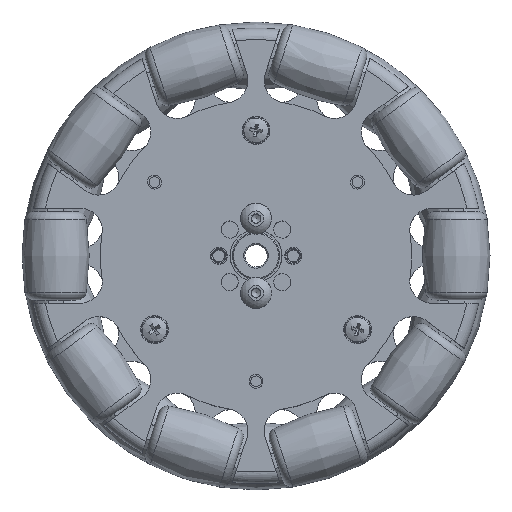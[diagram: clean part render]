
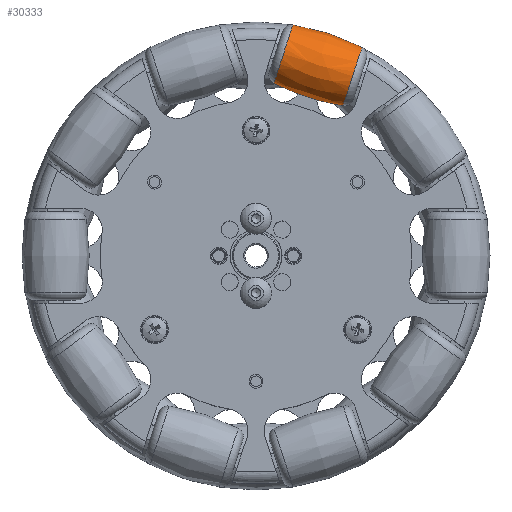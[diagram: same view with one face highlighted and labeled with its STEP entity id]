
A CAD part, top view. The second image highlights one B-rep face of the part: STEP entity #30333.
In plain terms, the highlighted free-form (B-spline) face has degree [2, 2] with [3, 9] control points.
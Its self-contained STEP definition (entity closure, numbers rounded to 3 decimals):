
#26=(
BOUNDED_CURVE()
B_SPLINE_CURVE(2,(#49305,#49306,#49307),.UNSPECIFIED.,.F.,.F.)
B_SPLINE_CURVE_WITH_KNOTS((3,3),(-0.16,0.16),
 .UNSPECIFIED.)
CURVE()
GEOMETRIC_REPRESENTATION_ITEM()
RATIONAL_B_SPLINE_CURVE((1.,0.987,1.))
REPRESENTATION_ITEM('')
);
#46=(
BOUNDED_SURFACE()
B_SPLINE_SURFACE(2,2,((#49275,#49276,#49277,#49278,#49279,#49280,#49281,
#49282,#49283),(#49284,#49285,#49286,#49287,#49288,#49289,#49290,#49291,
#49292),(#49293,#49294,#49295,#49296,#49297,#49298,#49299,#49300,#49301)),
 .UNSPECIFIED.,.F.,.T.,.F.)
B_SPLINE_SURFACE_WITH_KNOTS((3,3),(3,2,2,2,3),(-0.16,0.16),
(-3.142,-1.571,0.,1.571,3.142),
 .UNSPECIFIED.)
GEOMETRIC_REPRESENTATION_ITEM()
RATIONAL_B_SPLINE_SURFACE(((1.,0.707,1.,0.707,1.,
0.707,1.,0.707,1.),(0.987,0.698,
0.987,0.698,0.987,0.698,
0.987,0.698,0.987),(1.,0.707,
1.,0.707,1.,0.707,1.,0.707,1.)))
REPRESENTATION_ITEM('')
SURFACE()
);
#8674=FACE_OUTER_BOUND('',#10543,.T.);
#10543=EDGE_LOOP('',(#24952,#24953,#24954,#24955));
#12024=CIRCLE('',#32880,6.601);
#12025=CIRCLE('',#32881,6.601);
#14365=VERTEX_POINT('',#49302);
#14366=VERTEX_POINT('',#49304);
#18050=EDGE_CURVE('',#14365,#14365,#12024,.T.);
#18051=EDGE_CURVE('',#14365,#14366,#26,.T.);
#18052=EDGE_CURVE('',#14366,#14366,#12025,.T.);
#24952=ORIENTED_EDGE('',*,*,#18050,.T.);
#24953=ORIENTED_EDGE('',*,*,#18051,.T.);
#24954=ORIENTED_EDGE('',*,*,#18052,.T.);
#24955=ORIENTED_EDGE('',*,*,#18051,.F.);
#30333=ADVANCED_FACE('',(#8674),#46,.F.);
#32880=AXIS2_PLACEMENT_3D('',#49303,#39878,#39879);
#32881=AXIS2_PLACEMENT_3D('',#49308,#39880,#39881);
#39878=DIRECTION('center_axis',(0.952,-0.307,0.));
#39879=DIRECTION('ref_axis',(-0.307,-0.952,0.));
#39880=DIRECTION('center_axis',(-0.952,0.307,0.));
#39881=DIRECTION('ref_axis',(0.307,0.952,0.));
#49275=CARTESIAN_POINT('Ctrl Pts',(26.236,43.636,24.848));
#49276=CARTESIAN_POINT('Ctrl Pts',(26.236,43.636,31.449));
#49277=CARTESIAN_POINT('Ctrl Pts',(28.265,49.917,31.449));
#49278=CARTESIAN_POINT('Ctrl Pts',(30.295,56.199,31.449));
#49279=CARTESIAN_POINT('Ctrl Pts',(30.295,56.199,24.848));
#49280=CARTESIAN_POINT('Ctrl Pts',(30.295,56.199,18.246));
#49281=CARTESIAN_POINT('Ctrl Pts',(28.265,49.917,18.246));
#49282=CARTESIAN_POINT('Ctrl Pts',(26.236,43.636,18.246));
#49283=CARTESIAN_POINT('Ctrl Pts',(26.236,43.636,24.848));
#49284=CARTESIAN_POINT('Ctrl Pts',(18.408,44.84,24.848));
#49285=CARTESIAN_POINT('Ctrl Pts',(18.408,44.84,32.71));
#49286=CARTESIAN_POINT('Ctrl Pts',(20.826,52.321,32.71));
#49287=CARTESIAN_POINT('Ctrl Pts',(23.243,59.802,32.71));
#49288=CARTESIAN_POINT('Ctrl Pts',(23.243,59.802,24.848));
#49289=CARTESIAN_POINT('Ctrl Pts',(23.243,59.802,16.986));
#49290=CARTESIAN_POINT('Ctrl Pts',(20.826,52.321,16.986));
#49291=CARTESIAN_POINT('Ctrl Pts',(18.408,44.84,16.986));
#49292=CARTESIAN_POINT('Ctrl Pts',(18.408,44.84,24.848));
#49293=CARTESIAN_POINT('Ctrl Pts',(11.356,48.444,24.848));
#49294=CARTESIAN_POINT('Ctrl Pts',(11.356,48.444,31.449));
#49295=CARTESIAN_POINT('Ctrl Pts',(13.386,54.725,31.449));
#49296=CARTESIAN_POINT('Ctrl Pts',(15.416,61.007,31.449));
#49297=CARTESIAN_POINT('Ctrl Pts',(15.416,61.007,24.848));
#49298=CARTESIAN_POINT('Ctrl Pts',(15.416,61.007,18.246));
#49299=CARTESIAN_POINT('Ctrl Pts',(13.386,54.725,18.246));
#49300=CARTESIAN_POINT('Ctrl Pts',(11.356,48.444,18.246));
#49301=CARTESIAN_POINT('Ctrl Pts',(11.356,48.444,24.848));
#49302=CARTESIAN_POINT('',(11.356,48.444,24.848));
#49303=CARTESIAN_POINT('Origin',(13.386,54.725,24.848));
#49304=CARTESIAN_POINT('',(26.236,43.636,24.848));
#49305=CARTESIAN_POINT('Ctrl Pts',(11.356,48.444,24.848));
#49306=CARTESIAN_POINT('Ctrl Pts',(18.408,44.84,24.848));
#49307=CARTESIAN_POINT('Ctrl Pts',(26.236,43.636,24.848));
#49308=CARTESIAN_POINT('Origin',(28.265,49.917,24.848));
